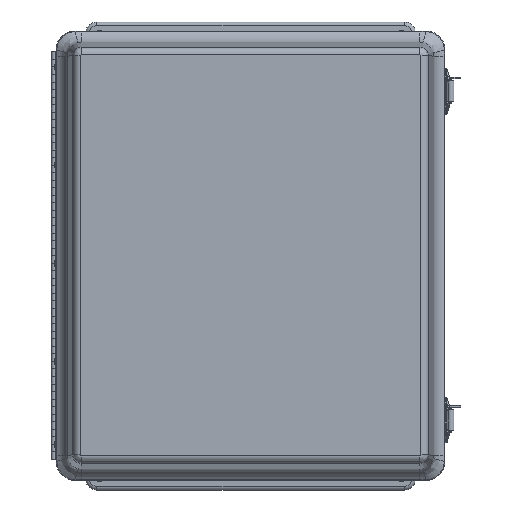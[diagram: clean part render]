
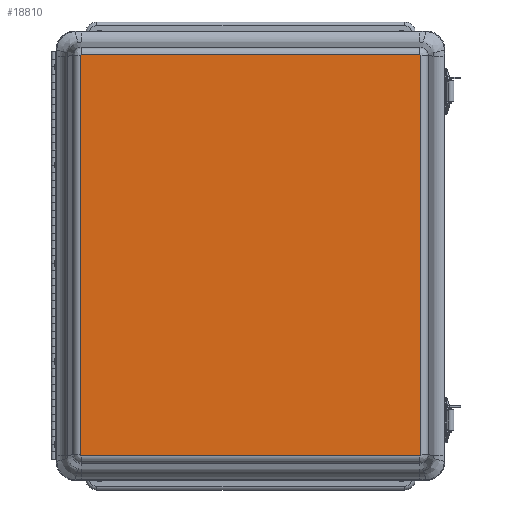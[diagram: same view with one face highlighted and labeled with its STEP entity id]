
A CAD part, top view. The second image highlights one B-rep face of the part: STEP entity #18810.
In plain terms, the highlighted planar face has unit normal (0, 0, 1).
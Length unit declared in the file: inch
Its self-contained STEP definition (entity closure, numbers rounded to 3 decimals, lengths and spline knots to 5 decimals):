
#1843=LINE($,#40874,#3192);
#1845=LINE($,#40891,#3194);
#1846=LINE($,#40897,#3195);
#1851=LINE($,#40931,#3200);
#3192=VECTOR($,#26160,11.2188);
#3194=VECTOR($,#26170,13.2188);
#3195=VECTOR($,#26177,11.2188);
#3200=VECTOR($,#26198,13.2188);
#3707=PLANE($,#20877);
#5662=FACE_OUTER_BOUND($,#7119,.T.);
#7119=EDGE_LOOP($,(#17314,#17315,#17316,#17317,#17318,#17319,#17320,#17321));
#8137=CIRCLE($,#20856,0.02813);
#8142=CIRCLE($,#20862,0.02813);
#8146=CIRCLE($,#20869,0.02813);
#8149=CIRCLE($,#20872,0.02813);
#9871=VERTEX_POINT($,#40865);
#9872=VERTEX_POINT($,#40867);
#9873=VERTEX_POINT($,#40872);
#9874=VERTEX_POINT($,#40884);
#9875=VERTEX_POINT($,#40890);
#9876=VERTEX_POINT($,#40894);
#9877=VERTEX_POINT($,#40896);
#9879=VERTEX_POINT($,#40920);
#12373=EDGE_CURVE($,#9871,#9872,#8137,.T.);
#12377=EDGE_CURVE($,#9872,#9873,#1843,.T.);
#12379=EDGE_CURVE($,#9873,#9874,#8142,.T.);
#12381=EDGE_CURVE($,#9874,#9875,#1845,.T.);
#12384=EDGE_CURVE($,#9876,#9877,#1846,.T.);
#12387=EDGE_CURVE($,#9875,#9876,#8146,.T.);
#12390=EDGE_CURVE($,#9877,#9879,#8149,.T.);
#12394=EDGE_CURVE($,#9879,#9871,#1851,.T.);
#17314=ORIENTED_EDGE($,*,*,#12373,.F.);
#17315=ORIENTED_EDGE($,*,*,#12394,.F.);
#17316=ORIENTED_EDGE($,*,*,#12390,.F.);
#17317=ORIENTED_EDGE($,*,*,#12384,.F.);
#17318=ORIENTED_EDGE($,*,*,#12387,.F.);
#17319=ORIENTED_EDGE($,*,*,#12381,.F.);
#17320=ORIENTED_EDGE($,*,*,#12379,.F.);
#17321=ORIENTED_EDGE($,*,*,#12377,.F.);
#18810=ADVANCED_FACE($,(#5662),#3707,.T.);
#20856=AXIS2_PLACEMENT_3D($,#40868,#26150,#26151);
#20862=AXIS2_PLACEMENT_3D($,#40886,#26163,#26164);
#20869=AXIS2_PLACEMENT_3D($,#40910,#26181,#26182);
#20872=AXIS2_PLACEMENT_3D($,#40924,#26187,#26188);
#20877=AXIS2_PLACEMENT_3D($,#40933,#26201,#26202);
#26150=DIRECTION('center_axis',(0.,0.,-1.));
#26151=DIRECTION('ref_axis',(-0.999,-0.052,0.));
#26160=DIRECTION($,(0.,1.,0.));
#26163=DIRECTION('center_axis',(0.,0.,-1.));
#26164=DIRECTION('ref_axis',(-0.999,0.052,0.));
#26170=DIRECTION($,(1.,0.,0.));
#26177=DIRECTION($,(0.,-1.,0.));
#26181=DIRECTION('center_axis',(0.,0.,-1.));
#26182=DIRECTION('ref_axis',(0.999,0.052,0.));
#26187=DIRECTION('center_axis',(0.,0.,-1.));
#26188=DIRECTION('ref_axis',(0.999,-0.052,0.));
#26198=DIRECTION($,(-1.,0.,0.));
#26201=DIRECTION('center_axis',(0.,0.,1.));
#26202=DIRECTION('ref_axis',(1.,0.,0.));
#40865=CARTESIAN_POINT('',(-6.6094,-5.63753,6.));
#40867=CARTESIAN_POINT('',(-6.63753,-5.6094,6.));
#40868=CARTESIAN_POINT('Origin',(-6.6094,-5.6094,6.));
#40872=CARTESIAN_POINT('',(-6.63753,5.6094,6.));
#40874=CARTESIAN_POINT($,(-6.63753,-5.6094,6.));
#40884=CARTESIAN_POINT('',(-6.6094,5.63753,6.));
#40886=CARTESIAN_POINT('Origin',(-6.6094,5.6094,6.));
#40890=CARTESIAN_POINT('',(6.6094,5.63753,6.));
#40891=CARTESIAN_POINT($,(-6.6094,5.63753,6.));
#40894=CARTESIAN_POINT('',(6.63753,5.6094,6.));
#40896=CARTESIAN_POINT('',(6.63753,-5.6094,6.));
#40897=CARTESIAN_POINT($,(6.63753,5.6094,6.));
#40910=CARTESIAN_POINT('Origin',(6.6094,5.6094,6.));
#40920=CARTESIAN_POINT('',(6.6094,-5.63753,6.));
#40924=CARTESIAN_POINT('Origin',(6.6094,-5.6094,6.));
#40931=CARTESIAN_POINT($,(6.6094,-5.63753,6.));
#40933=CARTESIAN_POINT('Origin',(0.,0.,6.));
